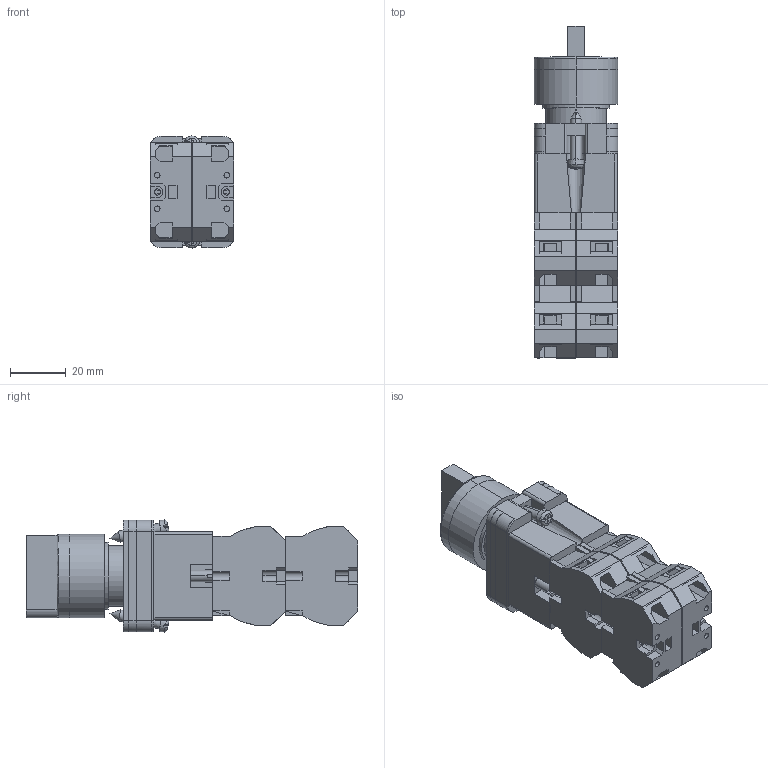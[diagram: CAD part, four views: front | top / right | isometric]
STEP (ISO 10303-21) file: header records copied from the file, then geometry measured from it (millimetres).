
FILE_DESCRIPTION (( 'STEP AP214' ), '1' );
FILE_NAME ('GCX1262-24.STEP', '2020-03-30T10:41:45', ( '' ), ( '' ), 'SwSTEP 2.0', 'SolidWorks 2019', '' );
FILE_SCHEMA (( 'AUTOMOTIVE_DESIGN' ));
Length unit declared in the file: inch
Products named in the file (1): GCX1262-24
Bounding box: 29.91 x 118.79 x 40.15 mm (x, y, z)
Volume: 77854.7 mm3; surface area: 38202.6 mm2
Topology: 11 solids, 11 shells, 723 faces, 1961 edges, 1292 vertices
Faces by surface type: plane 488, cylinder 191, bspline 26, cone 18
Entity records: 35494 total; most frequent: CARTESIAN_POINT 8122, ORIENTED_EDGE 3914, DIRECTION 3327, EDGE_CURVE 1957, LINE 1393, VECTOR 1393, VERTEX_POINT 1292, AXIS2_PLACEMENT_3D 967
